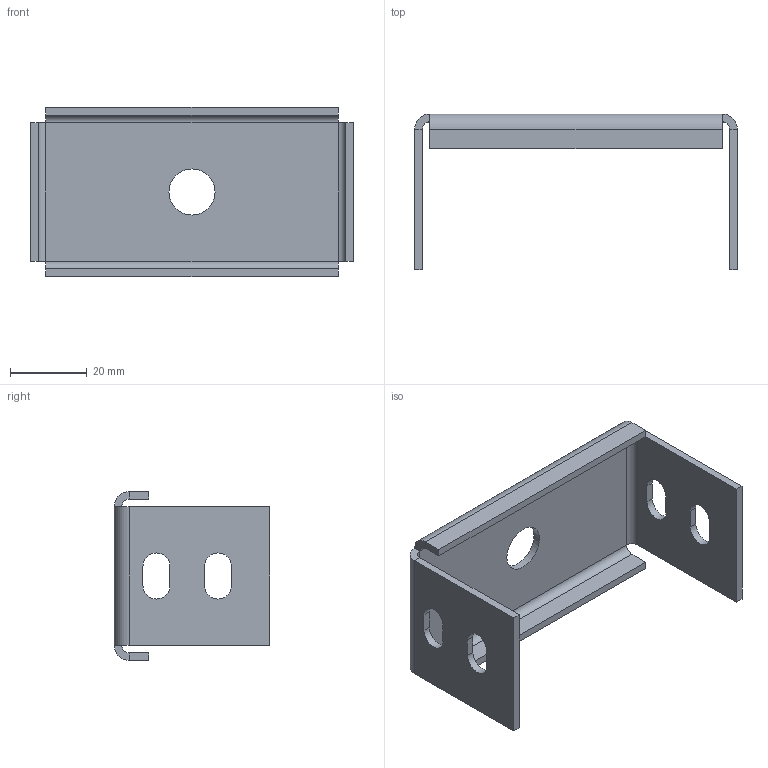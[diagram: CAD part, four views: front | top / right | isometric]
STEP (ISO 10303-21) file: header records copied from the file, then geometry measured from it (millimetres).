
FILE_DESCRIPTION (( 'STEP AP203' ), '1' );
FILE_NAME ('Ñêîáà âåðõíÿÿ BMP-10_BMP1005.STEP', '2012-11-20T12:07:26', ( 'Àñååâ' ), ( '' ), 'SwSTEP 2.0', 'SolidWorks 2012', '' );
FILE_SCHEMA (( 'CONFIG_CONTROL_DESIGN' ));
Length unit declared in the file: millimetre
Products named in the file (1): Ñêîáà âåðõíÿÿ BMP-10_BMP1005
Bounding box: 84 x 40.5 x 44 mm (x, y, z)
Volume: 13545.1 mm3; surface area: 14731.8 mm2
Topology: 1 solids, 1 shells, 55 faces, 127 edges, 74 vertices
Faces by surface type: plane 38, cylinder 17
Full cylindrical faces by diameter (mm): 12 x1
Entity records: 1611 total; most frequent: DIRECTION 272, CARTESIAN_POINT 256, ORIENTED_EDGE 252, EDGE_CURVE 126, LINE 92, VECTOR 92, AXIS2_PLACEMENT_3D 90, VERTEX_POINT 74
